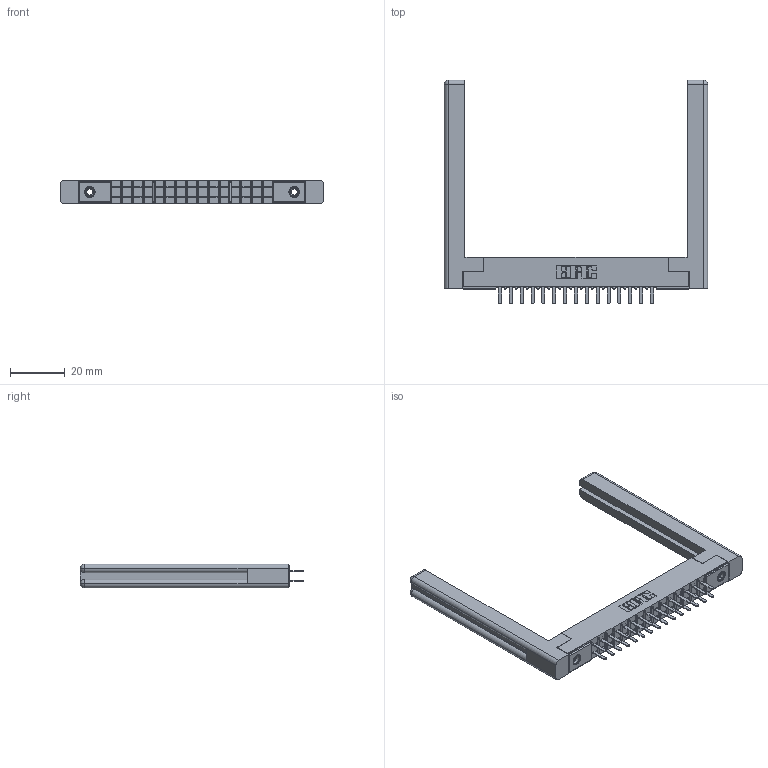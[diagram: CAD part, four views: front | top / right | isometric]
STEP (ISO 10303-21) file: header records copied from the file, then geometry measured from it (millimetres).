
FILE_DESCRIPTION (( 'STEP AP203' ), '1' );
FILE_NAME ('305-030-520-558.STEP', '2019-09-09T16:07:10', ( '' ), ( '' ), 'SwSTEP 2.0', 'SolidWorks 2016', '' );
FILE_SCHEMA (( 'CONFIG_CONTROL_DESIGN' ));
Length unit declared in the file: inch
Products named in the file (5): 307-220-058; 345-250-001_345-250-001-102; 305-290-001_520; 305-030-520-558; 305 Part_.156 Dia
Assembly tree (35 placements, depth 2):
  305-030-520-558
    305 Part_.156 Dia
    305-290-001_520  x30
    345-250-001_345-250-001-102  x2
    307-220-058  x2
Bounding box: 96.06 x 81.74 x 8.71 mm (x, y, z)
Volume: 13543 mm3; surface area: 16130.3 mm2
Topology: 35 solids, 35 shells, 1638 faces, 4615 edges, 2982 vertices
Faces by surface type: plane 962, cylinder 592, sphere 60, cone 12, torus 12
Entity records: 22041 total; most frequent: CARTESIAN_POINT 3662, ORIENTED_EDGE 3572, DIRECTION 3526, EDGE_CURVE 1786, VECTOR 1406, LINE 1406, VERTEX_POINT 1142, AXIS2_PLACEMENT_3D 1060
